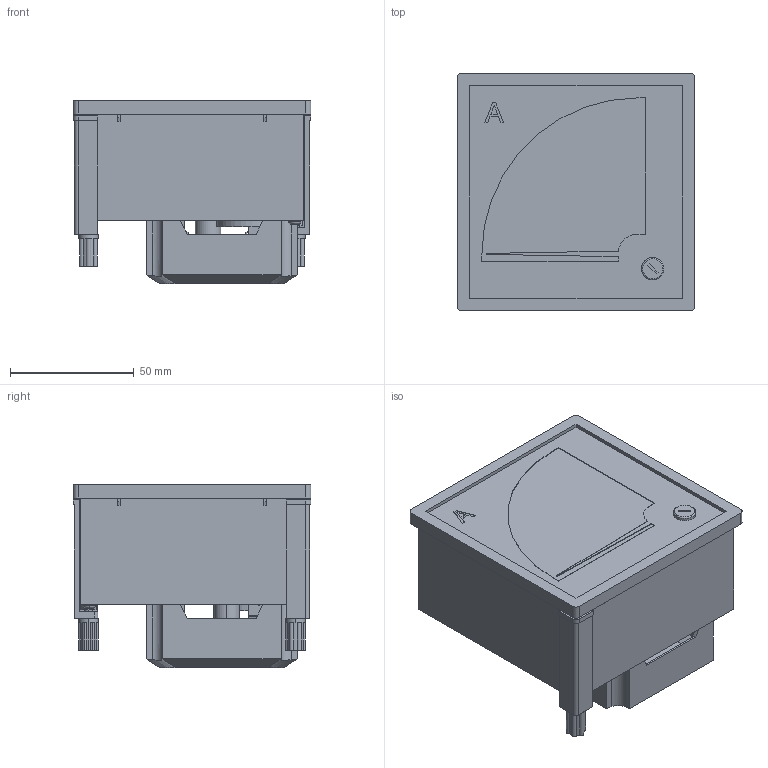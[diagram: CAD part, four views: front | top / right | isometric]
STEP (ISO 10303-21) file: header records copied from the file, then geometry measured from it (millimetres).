
FILE_DESCRIPTION (( 'STEP AP214' ), '1' );
FILE_NAME ('IPA20-6-3000-E Àìïåðìåòð Ý47 3000_5À êë. òî÷í. 1,5 96õ96ìì.STEP', '2018-02-15T08:54:39', ( '' ), ( '' ), 'SwSTEP 2.0', 'SolidWorks 2014', '' );
FILE_SCHEMA (( 'AUTOMOTIVE_DESIGN' ));
Length unit declared in the file: millimetre
Products named in the file (1): IPA20-6-3000-E Àìïåðìåòð Ý47 3000_5À êë. òî÷í. 1,5 96õ96ìì
Bounding box: 96 x 96 x 74 mm (x, y, z)
Volume: 407830.8 mm3; surface area: 62546.9 mm2
Topology: 6 solids, 6 shells, 544 faces, 1446 edges, 953 vertices
Faces by surface type: plane 383, cylinder 138, torus 13, bspline 10
Entity records: 17597 total; most frequent: CARTESIAN_POINT 3810, ORIENTED_EDGE 2892, DIRECTION 2784, EDGE_CURVE 1446, VECTOR 1018, LINE 1018, VERTEX_POINT 953, AXIS2_PLACEMENT_3D 883
